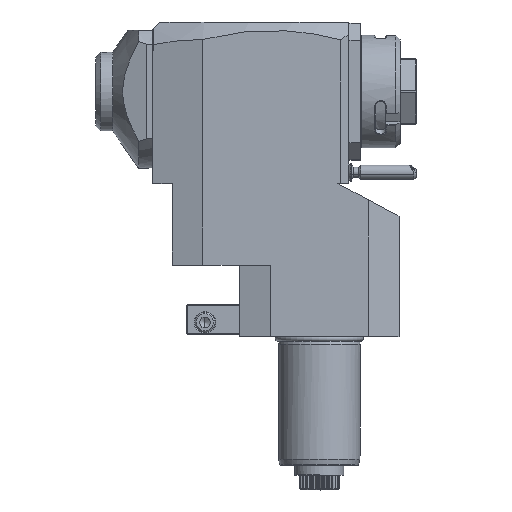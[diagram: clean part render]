
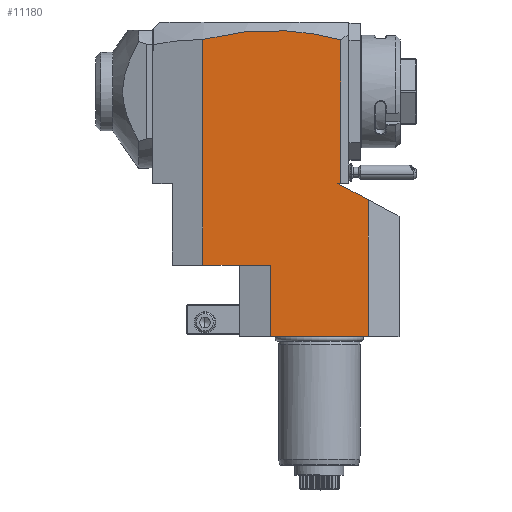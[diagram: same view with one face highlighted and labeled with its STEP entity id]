
A CAD part, top view. The second image highlights one B-rep face of the part: STEP entity #11180.
In plain terms, the highlighted planar face has unit normal (0, 0, 1).
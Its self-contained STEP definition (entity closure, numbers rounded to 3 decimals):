
#17=DIRECTION('',(-1.,0.,0.));
#18=VECTOR('',#17,48.);
#19=CARTESIAN_POINT('',(24.,0.,37.5));
#20=LINE('',#19,#18);
#63=DIRECTION('',(0.,-1.,0.));
#64=VECTOR('',#63,70.258);
#65=CARTESIAN_POINT('',(10.5,145.258,37.5));
#66=LINE('',#65,#64);
#67=DIRECTION('',(-1.,0.,0.));
#68=VECTOR('',#67,1.592);
#69=CARTESIAN_POINT('',(10.5,75.,37.5));
#70=LINE('',#69,#68);
#71=DIRECTION('',(-0.883,0.469,0.));
#72=VECTOR('',#71,17.092);
#73=CARTESIAN_POINT('',(24.,66.976,37.5));
#74=LINE('',#73,#72);
#75=CARTESIAN_POINT('',(-57.,145.435,37.5));
#76=CARTESIAN_POINT('',(-51.371,146.939,37.5));
#77=CARTESIAN_POINT('',(-40.115,149.162,37.5));
#78=CARTESIAN_POINT('',(-23.238,150.233,37.5));
#79=CARTESIAN_POINT('',(-6.365,149.072,37.5));
#80=CARTESIAN_POINT('',(4.879,146.791,37.5));
#81=CARTESIAN_POINT('',(10.5,145.258,37.5));
#2297=DIRECTION('',(0.,-1.,0.));
#2298=VECTOR('',#2297,110.435);
#2299=CARTESIAN_POINT('',(-57.,145.435,37.5));
#2300=LINE('',#2299,#2298);
#2317=DIRECTION('',(1.,0.,0.));
#2318=VECTOR('',#2317,33.);
#2319=CARTESIAN_POINT('',(-57.,35.,37.5));
#2320=LINE('',#2319,#2318);
#2942=DIRECTION('',(0.,-1.,0.));
#2943=VECTOR('',#2942,35.);
#2944=CARTESIAN_POINT('',(-24.,35.,37.5));
#2945=LINE('',#2944,#2943);
#4983=DIRECTION('',(0.,1.,0.));
#4984=VECTOR('',#4983,66.976);
#4985=CARTESIAN_POINT('',(24.,0.,37.5));
#4986=LINE('',#4985,#4984);
#10299=VERTEX_POINT('',#75);
#10300=VERTEX_POINT('',#81);
#10677=CARTESIAN_POINT('',(24.,0.,37.5));
#10678=VERTEX_POINT('',#10677);
#10679=CARTESIAN_POINT('',(-24.,0.,37.5));
#10680=VERTEX_POINT('',#10679);
#10713=CARTESIAN_POINT('',(-57.,35.,37.5));
#10715=VERTEX_POINT('',#10713);
#10727=CARTESIAN_POINT('',(10.5,75.,37.5));
#10728=VERTEX_POINT('',#10727);
#10735=CARTESIAN_POINT('',(24.,66.976,37.5));
#10736=VERTEX_POINT('',#10735);
#11069=CARTESIAN_POINT('',(8.908,75.,37.5));
#11070=VERTEX_POINT('',#11069);
#11073=CARTESIAN_POINT('',(-24.,35.,37.5));
#11074=VERTEX_POINT('',#11073);
#11157=CARTESIAN_POINT('',(-39.202,35.,37.5));
#11158=DIRECTION('',(0.,0.,1.));
#11159=DIRECTION('',(1.,0.,0.));
#11160=AXIS2_PLACEMENT_3D('',#11157,#11158,#11159);
#11161=PLANE('',#11160);
#11163=ORIENTED_EDGE('',*,*,#11162,.T.);
#11164=ORIENTED_EDGE('',*,*,#11143,.T.);
#11166=ORIENTED_EDGE('',*,*,#11165,.F.);
#11168=ORIENTED_EDGE('',*,*,#11167,.F.);
#11169=ORIENTED_EDGE('',*,*,#11090,.T.);
#11171=ORIENTED_EDGE('',*,*,#11170,.F.);
#11173=ORIENTED_EDGE('',*,*,#11172,.F.);
#11175=ORIENTED_EDGE('',*,*,#11174,.F.);
#11177=ORIENTED_EDGE('',*,*,#11176,.T.);
#11178=EDGE_LOOP('',(#11163,#11164,#11166,#11168,#11169,#11171,#11173,#11175,
#11177));
#11179=FACE_OUTER_BOUND('',#11178,.F.);
#82=B_SPLINE_CURVE_WITH_KNOTS('',3,(#75,#76,#77,#78,#79,#80,#81),.UNSPECIFIED.,
.F.,.F.,(4,1,1,1,4),(0.,0.25,0.5,0.75,1.),.UNSPECIFIED.);
#11090=EDGE_CURVE('',#10678,#10680,#20,.T.);
#11143=EDGE_CURVE('',#10728,#11070,#70,.T.);
#11162=EDGE_CURVE('',#10300,#10728,#66,.T.);
#11165=EDGE_CURVE('',#10736,#11070,#74,.T.);
#11167=EDGE_CURVE('',#10678,#10736,#4986,.T.);
#11170=EDGE_CURVE('',#11074,#10680,#2945,.T.);
#11172=EDGE_CURVE('',#10715,#11074,#2320,.T.);
#11174=EDGE_CURVE('',#10299,#10715,#2300,.T.);
#11176=EDGE_CURVE('',#10299,#10300,#82,.T.);
#11180=ADVANCED_FACE('',(#11179),#11161,.T.);
